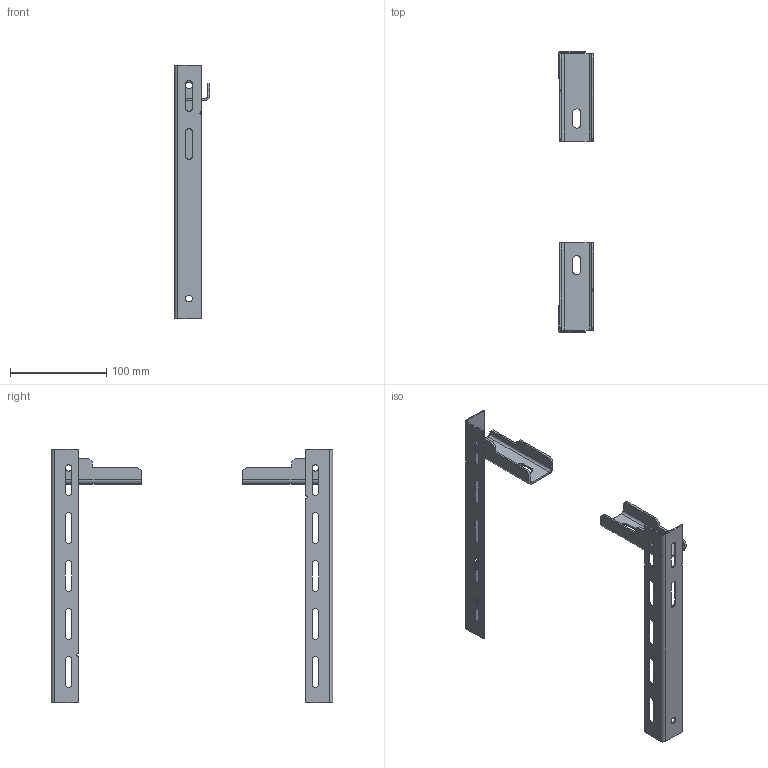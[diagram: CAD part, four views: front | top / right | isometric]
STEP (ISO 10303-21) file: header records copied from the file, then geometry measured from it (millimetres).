
FILE_DESCRIPTION(/* description */ (''),/* implementation_level */ '2;1');
FILE_NAME(/* name */ '48498.stp',/* time_stamp */ '2017-07-21T12:10:32+02:00',/* author */ (''),/* organization */ (''),/* preprocessor_version */ 'ST-DEVELOPER v15',/* originating_system */ 'SIEMENS PLM Software NX 9.0',/* authorisation */ '');
FILE_SCHEMA (('CONFIG_CONTROL_DESIGN'));
Length unit declared in the file: millimetre
Products named in the file (4): 67217_stp; 67216_stp; 67215_stp; 48498_stp
Assembly tree (4 placements, depth 2):
  48498_stp
    67215_stp  x2
    67216_stp
    67217_stp
Bounding box: 36.5 x 293 x 264 mm (x, y, z)
Volume: 59930.8 mm3; surface area: 77497.8 mm2
Topology: 4 solids, 4 shells, 144 faces, 408 edges, 272 vertices
Faces by surface type: plane 92, cylinder 52
Full cylindrical faces by diameter (mm): 6.5 x2, 7 x2
Entity records: 3756 total; most frequent: CARTESIAN_POINT 588, ORIENTED_EDGE 570, DIRECTION 556, EDGE_CURVE 285, LINE 212, VECTOR 212, VERTEX_POINT 190, AXIS2_PLACEMENT_3D 172
